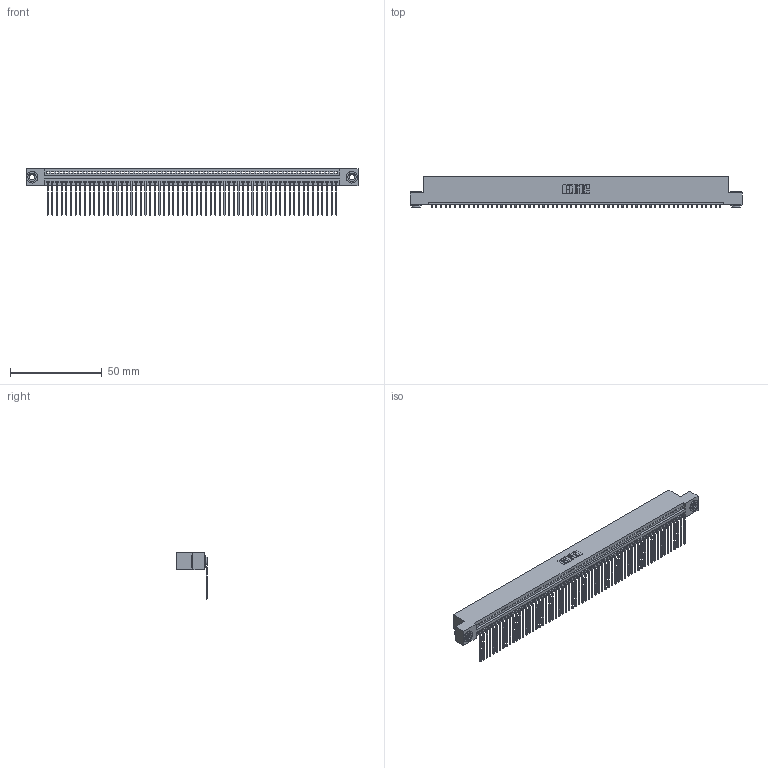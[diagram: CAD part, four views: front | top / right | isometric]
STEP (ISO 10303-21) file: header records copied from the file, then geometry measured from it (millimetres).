
FILE_DESCRIPTION (( 'STEP AP203' ), '1' );
FILE_NAME ('345-063-559-103.STEP', '2019-10-11T12:25:33', ( '' ), ( '' ), 'SwSTEP 2.0', 'SolidWorks 2016', '' );
FILE_SCHEMA (( 'CONFIG_CONTROL_DESIGN' ));
Length unit declared in the file: inch
Products named in the file (4): 345 Part_Flush Mounting Lugs - 0.156 Dia-TH; 345-063-559-103; 345-250-002_345-250-002-102; 345-292-001_558 559 Tail - 1
Assembly tree (66 placements, depth 2):
  345-063-559-103
    345 Part_Flush Mounting Lugs - 0.156 Dia-TH
    345-292-001_558 559 Tail - 1  x63
    345-250-002_345-250-002-102  x2
Bounding box: 181.23 x 16.75 x 25.53 mm (x, y, z)
Volume: 17614.6 mm3; surface area: 25141.6 mm2
Topology: 66 solids, 66 shells, 3944 faces, 11883 edges, 7834 vertices
Faces by surface type: plane 2736, cylinder 1200, cone 8
Entity records: 45322 total; most frequent: CARTESIAN_POINT 7828, ORIENTED_EDGE 7818, DIRECTION 6837, EDGE_CURVE 3909, LINE 3501, VECTOR 3501, VERTEX_POINT 2602, AXIS2_PLACEMENT_3D 1668
